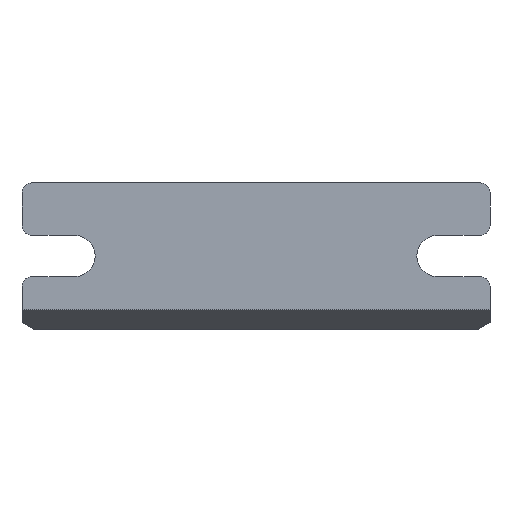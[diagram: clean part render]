
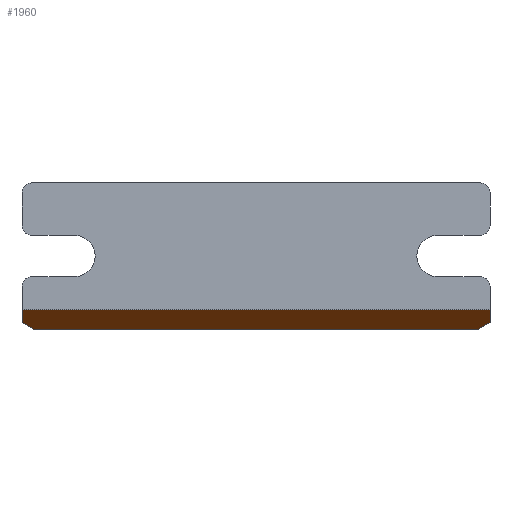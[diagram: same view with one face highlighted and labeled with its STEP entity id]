
A CAD part, front view. The second image highlights one B-rep face of the part: STEP entity #1960.
In plain terms, the highlighted planar face has unit normal (0, -0.555, -0.832).
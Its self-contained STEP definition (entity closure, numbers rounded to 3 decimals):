
#7 = ORIENTED_EDGE ( 'NONE', *, *, #5875, .T. ) ;
#129 = CARTESIAN_POINT ( 'NONE',  ( 48., 0., -11. ) ) ;
#254 = EDGE_LOOP ( 'NONE', ( #585, #3621, #7, #5216, #1510, #5502 ) ) ;
#323 = VERTEX_POINT ( 'NONE', #6688 ) ;
#441 = CARTESIAN_POINT ( 'NONE',  ( 48., 6., -15. ) ) ;
#502 = CARTESIAN_POINT ( 'NONE',  ( 45.625, 6., -15. ) ) ;
#585 = ORIENTED_EDGE ( 'NONE', *, *, #2964, .F. ) ;
#764 = CARTESIAN_POINT ( 'NONE',  ( 48., 0., -11. ) ) ;
#960 = VERTEX_POINT ( 'NONE', #502 ) ;
#1161 = VERTEX_POINT ( 'NONE', #6989 ) ;
#1285 = CARTESIAN_POINT ( 'NONE',  ( -48., 0., -11. ) ) ;
#1288 = CARTESIAN_POINT ( 'NONE',  ( 48., 0., -11. ) ) ;
#1490 = LINE ( 'NONE', #3226, #6000 ) ;
#1510 = ORIENTED_EDGE ( 'NONE', *, *, #6294, .F. ) ;
#1798 = VECTOR ( 'NONE', #4505, 1000. ) ;
#1960 = ADVANCED_FACE ( 'NONE', ( #5089 ), #5817, .F. ) ;
#2231 = VECTOR ( 'NONE', #6618, 1000. ) ;
#2720 = LINE ( 'NONE', #5634, #7082 ) ;
#2964 = EDGE_CURVE ( 'NONE', #6259, #323, #5603, .T. ) ;
#3024 = DIRECTION ( 'NONE',  ( 0., -0.832, 0.555 ) ) ;
#3226 = CARTESIAN_POINT ( 'NONE',  ( -48., 0., -11. ) ) ;
#3384 = DIRECTION ( 'NONE',  ( -1., 0., 0. ) ) ;
#3390 = CARTESIAN_POINT ( 'NONE',  ( -45.625, 6., -15. ) ) ;
#3494 = LINE ( 'NONE', #441, #6521 ) ;
#3495 = DIRECTION ( 'NONE',  ( 0., 0.832, -0.555 ) ) ;
#3551 = EDGE_CURVE ( 'NONE', #3719, #1161, #6764, .T. ) ;
#3621 = ORIENTED_EDGE ( 'NONE', *, *, #6927, .T. ) ;
#3719 = VERTEX_POINT ( 'NONE', #3390 ) ;
#3791 = DIRECTION ( 'NONE',  ( 0., 0.832, -0.555 ) ) ;
#4393 = DIRECTION ( 'NONE',  ( -1., 0., 0. ) ) ;
#4505 = DIRECTION ( 'NONE',  ( -0.703, 0.592, -0.395 ) ) ;
#4642 = LINE ( 'NONE', #7338, #1798 ) ;
#4687 = EDGE_CURVE ( 'NONE', #323, #960, #4642, .T. ) ;
#5089 = FACE_OUTER_BOUND ( 'NONE', #254, .T. ) ;
#5216 = ORIENTED_EDGE ( 'NONE', *, *, #3551, .F. ) ;
#5413 = VECTOR ( 'NONE', #3495, 1000. ) ;
#5488 = CARTESIAN_POINT ( 'NONE',  ( -31.588, 17.82, -22.88 ) ) ;
#5502 = ORIENTED_EDGE ( 'NONE', *, *, #4687, .F. ) ;
#5603 = LINE ( 'NONE', #129, #5413 ) ;
#5634 = CARTESIAN_POINT ( 'NONE',  ( 48., 0., -11. ) ) ;
#5817 = PLANE ( 'NONE',  #5925 ) ;
#5875 = EDGE_CURVE ( 'NONE', #6515, #1161, #1490, .T. ) ;
#5925 = AXIS2_PLACEMENT_3D ( 'NONE', #764, #6418, #3024 ) ;
#6000 = VECTOR ( 'NONE', #3791, 1000. ) ;
#6259 = VERTEX_POINT ( 'NONE', #1288 ) ;
#6294 = EDGE_CURVE ( 'NONE', #960, #3719, #3494, .T. ) ;
#6418 = DIRECTION ( 'NONE',  ( 0., 0.555, 0.832 ) ) ;
#6515 = VERTEX_POINT ( 'NONE', #1285 ) ;
#6521 = VECTOR ( 'NONE', #4393, 1000. ) ;
#6618 = DIRECTION ( 'NONE',  ( -0.703, -0.592, 0.395 ) ) ;
#6688 = CARTESIAN_POINT ( 'NONE',  ( 48., 4., -13.667 ) ) ;
#6764 = LINE ( 'NONE', #5488, #2231 ) ;
#6927 = EDGE_CURVE ( 'NONE', #6259, #6515, #2720, .T. ) ;
#6989 = CARTESIAN_POINT ( 'NONE',  ( -48., 4., -13.667 ) ) ;
#7082 = VECTOR ( 'NONE', #3384, 1000. ) ;
#7338 = CARTESIAN_POINT ( 'NONE',  ( 31.588, 17.82, -22.88 ) ) ;
